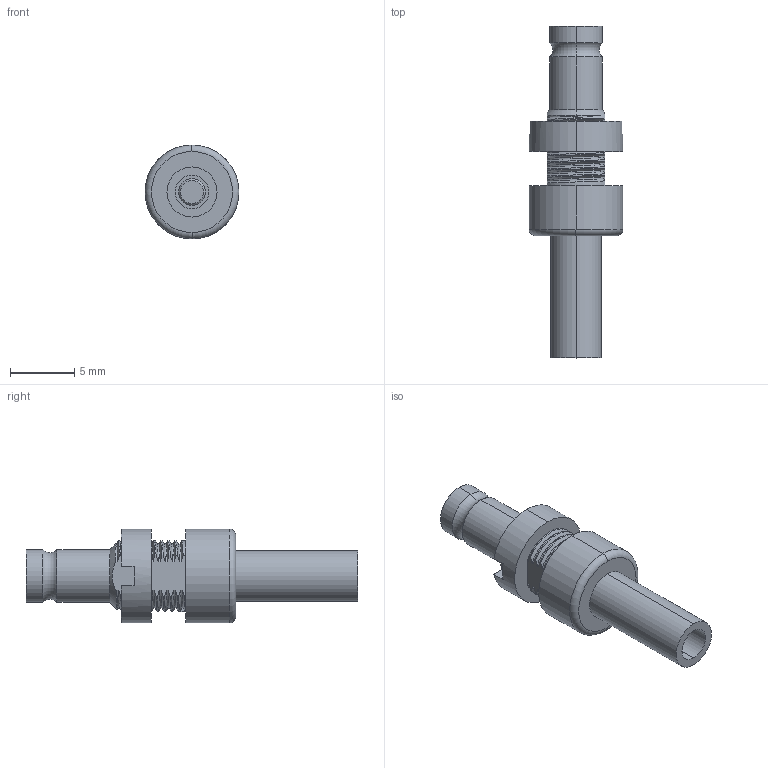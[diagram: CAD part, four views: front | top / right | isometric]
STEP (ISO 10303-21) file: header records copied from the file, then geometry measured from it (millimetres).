
FILE_DESCRIPTION((''),'2;1');
FILE_NAME('2','2021-09-02T',('Administrator'),(''),'PRO/ENGINEER BY PARAMETRIC TECHNOLOGY CORPORATION, 2012090','PRO/ENGINEER BY PARAMETRIC TECHNOLOGY CORPORATION, 2012090','');
FILE_SCHEMA(('CONFIG_CONTROL_DESIGN'));
Length unit declared in the file: millimetre
Products named in the file (1): 2
Bounding box: 7.3 x 25.8 x 7.3 mm (x, y, z)
Volume: 453.6 mm3; surface area: 731.9 mm2
Topology: 1 solids, 1 shells, 113 faces, 300 edges, 194 vertices
Faces by surface type: bspline 37, cylinder 33, plane 29, cone 10, torus 4
Entity records: 7998 total; most frequent: CARTESIAN_POINT 5414, ORIENTED_EDGE 596, DIRECTION 418, EDGE_CURVE 298, VERTEX_POINT 194, AXIS2_PLACEMENT_3D 150, EDGE_LOOP 120, VECTOR 118
